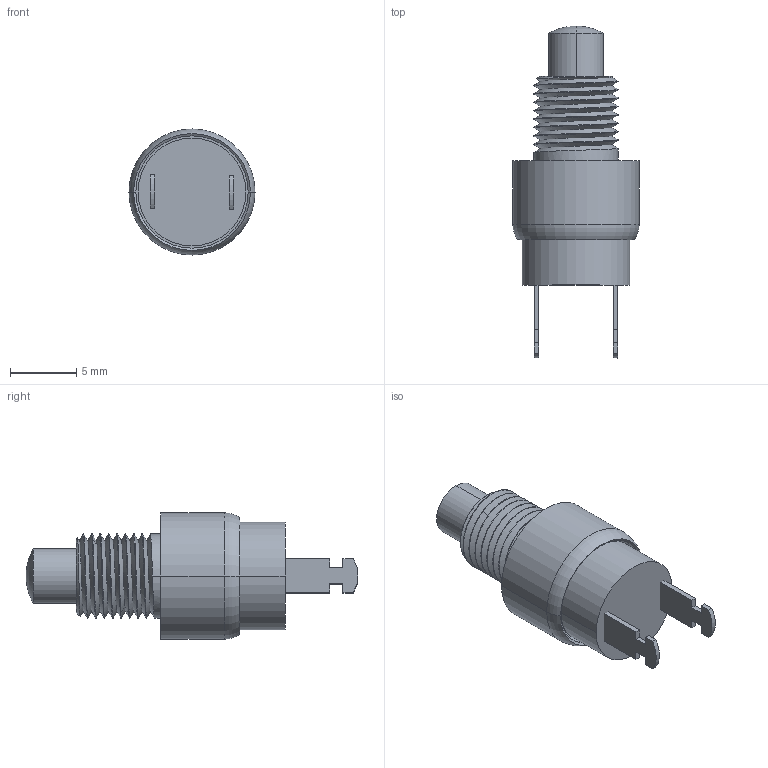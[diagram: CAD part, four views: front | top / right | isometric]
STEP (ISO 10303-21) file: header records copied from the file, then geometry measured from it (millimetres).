
FILE_DESCRIPTION((''),'2;1');
FILE_NAME('30-2_SW0001','2017-05-02T',('sbuenzli'),(''),'PRO/ENGINEER BY PARAMETRIC TECHNOLOGY CORPORATION, 2016100','PRO/ENGINEER BY PARAMETRIC TECHNOLOGY CORPORATION, 2016100','');
FILE_SCHEMA(('CONFIG_CONTROL_DESIGN'));
Length unit declared in the file: inch
Products named in the file (1): 30-2_SW0001
Bounding box: 9.53 x 25.06 x 9.53 mm (x, y, z)
Surface area: 913.3 mm2 (no closed solid volume)
Topology: 0 solids, 6 shells, 68 faces, 195 edges, 131 vertices
Faces by surface type: plane 28, cylinder 26, bspline 6, cone 4, torus 2, sphere 2
Entity records: 4572 total; most frequent: CARTESIAN_POINT 2876, ORIENTED_EDGE 354, DIRECTION 296, EDGE_CURVE 193, VERTEX_POINT 131, VECTOR 114, LINE 114, AXIS2_PLACEMENT_3D 91
